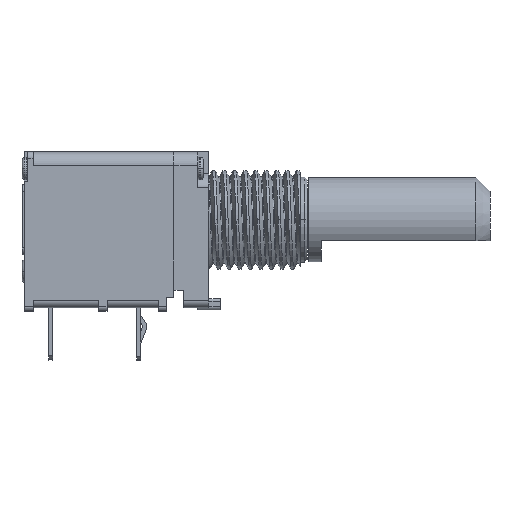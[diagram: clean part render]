
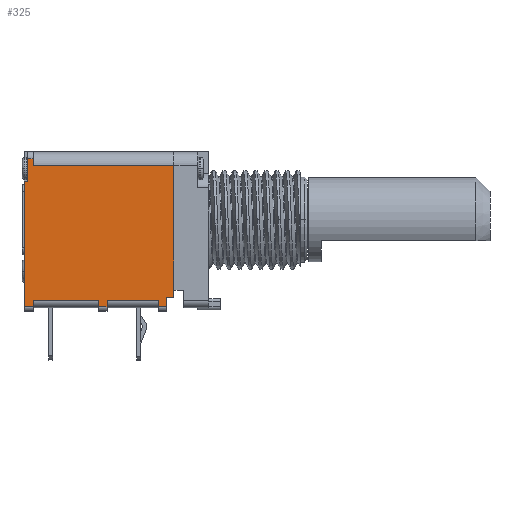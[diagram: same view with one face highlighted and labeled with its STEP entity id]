
A CAD part, left-side view. The second image highlights one B-rep face of the part: STEP entity #325.
In plain terms, the highlighted planar face has unit normal (-1, 0, 0).
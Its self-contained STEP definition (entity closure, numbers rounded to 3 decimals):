
#325=ADVANCED_FACE('NONE',(#820),#821,.T.);
#820=FACE_OUTER_BOUND('',#1497,.T.);
#821=PLANE('',#1498);
#1497=EDGE_LOOP('',(#3616,#3617,#3618,#3619,#3620,#3621,#3622,#3623,#3624,#3625,#3626,#3627,#3628,#3629,#3630,#3631,#3632,#3633,#3634));
#1498=AXIS2_PLACEMENT_3D('',#3635,#3636,#3637);
#3616=ORIENTED_EDGE('',*,*,#5480,.T.);
#3617=ORIENTED_EDGE('',*,*,#5481,.T.);
#3618=ORIENTED_EDGE('',*,*,#5476,.F.);
#3619=ORIENTED_EDGE('',*,*,#5482,.T.);
#3620=ORIENTED_EDGE('',*,*,#5483,.F.);
#3621=ORIENTED_EDGE('',*,*,#5484,.T.);
#3622=ORIENTED_EDGE('',*,*,#5485,.T.);
#3623=ORIENTED_EDGE('',*,*,#5486,.F.);
#3624=ORIENTED_EDGE('',*,*,#5487,.T.);
#3625=ORIENTED_EDGE('',*,*,#5488,.T.);
#3626=ORIENTED_EDGE('',*,*,#5489,.T.);
#3627=ORIENTED_EDGE('',*,*,#5490,.F.);
#3628=ORIENTED_EDGE('',*,*,#5491,.F.);
#3629=ORIENTED_EDGE('',*,*,#5492,.F.);
#3630=ORIENTED_EDGE('',*,*,#5493,.T.);
#3631=ORIENTED_EDGE('',*,*,#5494,.T.);
#3632=ORIENTED_EDGE('',*,*,#5495,.T.);
#3633=ORIENTED_EDGE('',*,*,#5496,.T.);
#3634=ORIENTED_EDGE('',*,*,#5497,.T.);
#3635=CARTESIAN_POINT('',(-4.75,12.5,10.35));
#3636=DIRECTION('',(-1.0,0.0,0.));
#3637=DIRECTION('',(0.,0.0,1.0));
#5476=EDGE_CURVE('NONE',#6391,#6392,#6393,.T.);
#5480=EDGE_CURVE('NONE',#6397,#6398,#6399,.T.);
#5481=EDGE_CURVE('NONE',#6398,#6392,#6400,.T.);
#5482=EDGE_CURVE('NONE',#6391,#6401,#6402,.T.);
#5483=EDGE_CURVE('NONE',#6403,#6401,#6404,.T.);
#5484=EDGE_CURVE('NONE',#6403,#6405,#6406,.T.);
#5485=EDGE_CURVE('NONE',#6405,#6407,#6408,.T.);
#5486=EDGE_CURVE('NONE',#6409,#6407,#6410,.T.);
#5487=EDGE_CURVE('NONE',#6409,#6411,#6412,.T.);
#5488=EDGE_CURVE('NONE',#6411,#6413,#6414,.T.);
#5489=EDGE_CURVE('NONE',#6413,#6415,#6416,.T.);
#5490=EDGE_CURVE('NONE',#6417,#6415,#6418,.T.);
#5491=EDGE_CURVE('NONE',#6419,#6417,#6420,.T.);
#5492=EDGE_CURVE('NONE',#6421,#6419,#6422,.T.);
#5493=EDGE_CURVE('NONE',#6421,#6423,#6424,.T.);
#5494=EDGE_CURVE('NONE',#6423,#6425,#6426,.T.);
#5495=EDGE_CURVE('NONE',#6425,#6427,#6428,.T.);
#5496=EDGE_CURVE('NONE',#6427,#6429,#6430,.T.);
#5497=EDGE_CURVE('NONE',#6429,#6397,#6431,.T.);
#6391=VERTEX_POINT('NONE',#8224);
#6392=VERTEX_POINT('NONE',#8225);
#6393=LINE('',#8226,#8227);
#6397=VERTEX_POINT('NONE',#8231);
#6398=VERTEX_POINT('NONE',#8232);
#6399=LINE('',#8233,#8234);
#6400=LINE('',#8235,#8236);
#6401=VERTEX_POINT('NONE',#8237);
#6402=LINE('',#8238,#8239);
#6403=VERTEX_POINT('NONE',#8240);
#6404=LINE('',#8241,#8242);
#6405=VERTEX_POINT('NONE',#8243);
#6406=LINE('',#8244,#8245);
#6407=VERTEX_POINT('NONE',#8246);
#6408=LINE('',#8247,#8248);
#6409=VERTEX_POINT('NONE',#8249);
#6410=LINE('',#8250,#8251);
#6411=VERTEX_POINT('NONE',#8252);
#6412=LINE('',#8253,#8254);
#6413=VERTEX_POINT('NONE',#8255);
#6414=LINE('',#8256,#8257);
#6415=VERTEX_POINT('NONE',#8258);
#6416=LINE('',#8259,#8260);
#6417=VERTEX_POINT('NONE',#8261);
#6418=LINE('',#8262,#8263);
#6419=VERTEX_POINT('NONE',#8264);
#6420=LINE('',#8265,#8266);
#6421=VERTEX_POINT('NONE',#8267);
#6422=LINE('',#8268,#8269);
#6423=VERTEX_POINT('NONE',#8270);
#6424=LINE('',#8271,#8272);
#6425=VERTEX_POINT('NONE',#8273);
#6426=LINE('',#8274,#8275);
#6427=VERTEX_POINT('NONE',#8276);
#6428=LINE('',#8277,#8278);
#6429=VERTEX_POINT('NONE',#8279);
#6430=LINE('',#8280,#8281);
#6431=LINE('',#8282,#8283);
#8224=CARTESIAN_POINT('',(-4.75,12.5,10.35));
#8225=CARTESIAN_POINT('',(-4.75,2.5,10.35));
#8226=CARTESIAN_POINT('',(-4.75,12.5,10.35));
#8227=VECTOR('',#10035,1000.0);
#8231=CARTESIAN_POINT('',(-4.75,2.5,1.0));
#8232=CARTESIAN_POINT('',(-4.75,2.5,1.5));
#8233=CARTESIAN_POINT('',(-4.75,2.5,10.35));
#8234=VECTOR('',#10042,1000.0);
#8235=CARTESIAN_POINT('',(-4.75,2.5,10.35));
#8236=VECTOR('',#10043,1000.0);
#8237=CARTESIAN_POINT('',(-4.75,12.5,10.85));
#8238=CARTESIAN_POINT('',(-4.75,12.5,10.85));
#8239=VECTOR('',#10044,1000.0);
#8240=CARTESIAN_POINT('',(-4.75,12.9,10.85));
#8241=CARTESIAN_POINT('',(-4.75,13.15,10.85));
#8242=VECTOR('',#10045,1000.0);
#8243=CARTESIAN_POINT('',(-4.75,12.9,9.2));
#8244=CARTESIAN_POINT('',(-4.75,12.9,9.2));
#8245=VECTOR('',#10046,1000.0);
#8246=CARTESIAN_POINT('',(-4.75,13.15,9.2));
#8247=CARTESIAN_POINT('',(-4.75,9.631,9.2));
#8248=VECTOR('',#10047,1000.0);
#8249=CARTESIAN_POINT('',(-4.75,13.15,0.3));
#8250=CARTESIAN_POINT('',(-4.75,13.15,10.85));
#8251=VECTOR('',#10048,1000.0);
#8252=CARTESIAN_POINT('',(-4.75,12.5,0.3));
#8253=CARTESIAN_POINT('',(-4.75,13.15,0.3));
#8254=VECTOR('',#10049,1000.0);
#8255=CARTESIAN_POINT('',(-4.75,12.5,0.75));
#8256=CARTESIAN_POINT('',(-4.75,12.5,10.85));
#8257=VECTOR('',#10050,1000.0);
#8258=CARTESIAN_POINT('',(-4.75,7.85,0.75));
#8259=CARTESIAN_POINT('',(-4.75,12.5,0.75));
#8260=VECTOR('',#10051,1000.0);
#8261=CARTESIAN_POINT('',(-4.75,7.85,0.3));
#8262=CARTESIAN_POINT('',(-4.75,7.85,0.3));
#8263=VECTOR('',#10052,1000.0);
#8264=CARTESIAN_POINT('',(-4.75,7.25,0.3));
#8265=CARTESIAN_POINT('',(-4.75,7.22,0.3));
#8266=VECTOR('',#10053,1000.0);
#8267=CARTESIAN_POINT('',(-4.75,7.25,0.75));
#8268=CARTESIAN_POINT('',(-4.75,7.25,0.75));
#8269=VECTOR('',#10054,1000.0);
#8270=CARTESIAN_POINT('',(-4.75,3.6,0.75));
#8271=CARTESIAN_POINT('',(-4.75,8.725,0.75));
#8272=VECTOR('',#10055,1000.0);
#8273=CARTESIAN_POINT('',(-4.75,3.6,0.3));
#8274=CARTESIAN_POINT('',(-4.75,3.6,0.75));
#8275=VECTOR('',#10056,1000.0);
#8276=CARTESIAN_POINT('',(-4.75,3.0,0.3));
#8277=CARTESIAN_POINT('',(-4.75,3.6,0.3));
#8278=VECTOR('',#10057,1000.0);
#8279=CARTESIAN_POINT('',(-4.75,3.0,1.0));
#8280=CARTESIAN_POINT('',(-4.75,3.0,3.25));
#8281=VECTOR('',#10058,1000.0);
#8282=CARTESIAN_POINT('',(-4.75,3.0,1.0));
#8283=VECTOR('',#10059,1000.0);
#10035=DIRECTION('',(0.0,-1.0,0.0));
#10042=DIRECTION('',(0.,0.,1.0));
#10043=DIRECTION('',(0.,0.0,1.0));
#10044=DIRECTION('',(0.,0.,1.0));
#10045=DIRECTION('',(0.,-1.0,0.));
#10046=DIRECTION('',(0.,0.,-1.0));
#10047=DIRECTION('',(0.,1.0,0.));
#10048=DIRECTION('',(0.,0.,1.0));
#10049=DIRECTION('',(0.,-1.0,0.));
#10050=DIRECTION('',(0.,0.,1.0));
#10051=DIRECTION('',(0.0,-1.0,0.0));
#10052=DIRECTION('',(0.0,0.0,1.0));
#10053=DIRECTION('',(0.,1.0,0.));
#10054=DIRECTION('',(0.0,0.,-1.0));
#10055=DIRECTION('',(0.,-1.0,0.));
#10056=DIRECTION('',(0.,0.,-1.0));
#10057=DIRECTION('',(0.,-1.0,0.));
#10058=DIRECTION('',(0.,0.,1.0));
#10059=DIRECTION('',(0.,-1.0,0.));
